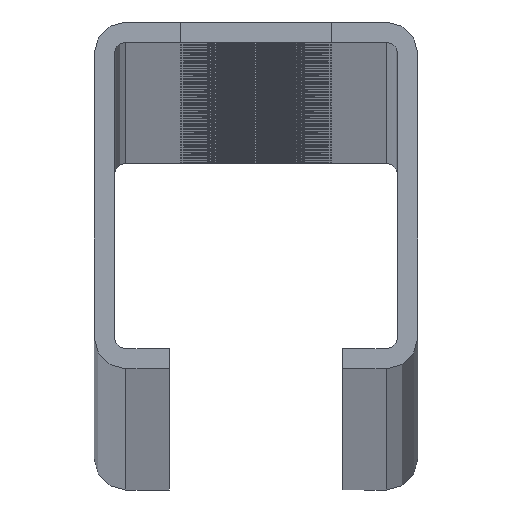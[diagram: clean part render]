
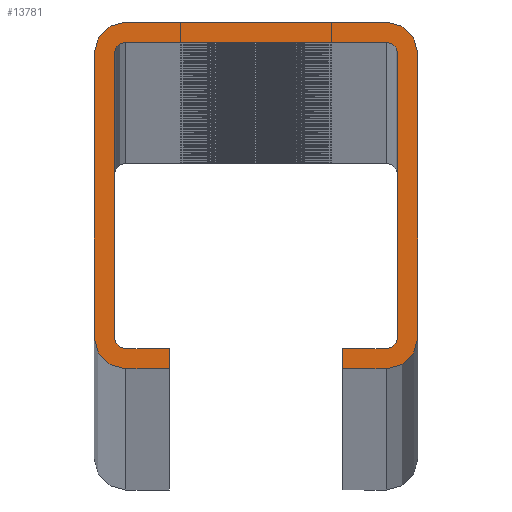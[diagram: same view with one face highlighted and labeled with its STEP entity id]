
A CAD part, top view. The second image highlights one B-rep face of the part: STEP entity #13781.
In plain terms, the highlighted planar face has unit normal (0, 0, 1).
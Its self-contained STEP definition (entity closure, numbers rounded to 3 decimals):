
#11773=CARTESIAN_POINT('',(11.25,-13.25,6000.0));
#11774=VERTEX_POINT('',#11773);
#11775=CARTESIAN_POINT('',(12.25,-12.25,6000.0));
#11776=VERTEX_POINT('',#11775);
#11777=CARTESIAN_POINT('',(11.25,-12.25,6000.0));
#11778=DIRECTION('',(0.0,0.0,1.0));
#11779=DIRECTION('',(0.0,-1.0,0.0));
#11780=AXIS2_PLACEMENT_3D('',#11777,#11778,#11779);
#11781=CIRCLE('',#11780,1.0);
#11782=EDGE_CURVE('',#11774,#11776,#11781,.T.);
#11815=CARTESIAN_POINT('',(12.25,12.25,6000.0));
#11816=VERTEX_POINT('',#11815);
#11817=CARTESIAN_POINT('',(12.25,-12.25,6000.0));
#11818=DIRECTION('',(0.0,1.0,0.0));
#11819=VECTOR('',#11818,24.5);
#11820=LINE('',#11817,#11819);
#11821=EDGE_CURVE('',#11776,#11816,#11820,.T.);
#11846=CARTESIAN_POINT('',(11.25,13.25,6000.0));
#11847=VERTEX_POINT('',#11846);
#11848=CARTESIAN_POINT('',(11.25,12.25,6000.0));
#11849=DIRECTION('',(0.0,0.0,1.0));
#11850=DIRECTION('',(1.0,0.0,0.0));
#11851=AXIS2_PLACEMENT_3D('',#11848,#11849,#11850);
#11852=CIRCLE('',#11851,1.0);
#11853=EDGE_CURVE('',#11816,#11847,#11852,.T.);
#11879=CARTESIAN_POINT('',(-11.25,13.25,6000.0));
#11880=VERTEX_POINT('',#11879);
#11881=CARTESIAN_POINT('',(11.25,13.25,6000.0));
#11882=DIRECTION('',(-1.0,0.0,0.0));
#11883=VECTOR('',#11882,22.5);
#11884=LINE('',#11881,#11883);
#11885=EDGE_CURVE('',#11847,#11880,#11884,.T.);
#12585=CARTESIAN_POINT('',(-12.25,12.25,6000.0));
#12586=VERTEX_POINT('',#12585);
#12587=CARTESIAN_POINT('',(-11.25,12.25,6000.0));
#12588=DIRECTION('',(0.0,0.0,1.0));
#12589=DIRECTION('',(0.0,1.0,0.0));
#12590=AXIS2_PLACEMENT_3D('',#12587,#12588,#12589);
#12591=CIRCLE('',#12590,1.0);
#12592=EDGE_CURVE('',#11880,#12586,#12591,.T.);
#12618=CARTESIAN_POINT('',(-12.25,-12.25,6000.0));
#12619=VERTEX_POINT('',#12618);
#12620=CARTESIAN_POINT('',(-12.25,12.25,6000.0));
#12621=DIRECTION('',(0.0,-1.0,0.0));
#12622=VECTOR('',#12621,24.5);
#12623=LINE('',#12620,#12622);
#12624=EDGE_CURVE('',#12586,#12619,#12623,.T.);
#12649=CARTESIAN_POINT('',(-11.25,-13.25,6000.0));
#12650=VERTEX_POINT('',#12649);
#12651=CARTESIAN_POINT('',(-11.25,-12.25,6000.0));
#12652=DIRECTION('',(0.0,0.0,1.0));
#12653=DIRECTION('',(-1.0,0.0,0.0));
#12654=AXIS2_PLACEMENT_3D('',#12651,#12652,#12653);
#12655=CIRCLE('',#12654,1.0);
#12656=EDGE_CURVE('',#12619,#12650,#12655,.T.);
#12682=CARTESIAN_POINT('',(-7.5,-13.25,6000.0));
#12683=VERTEX_POINT('',#12682);
#12684=CARTESIAN_POINT('',(-11.25,-13.25,6000.0));
#12685=DIRECTION('',(1.0,0.0,0.0));
#12686=VECTOR('',#12685,3.75);
#12687=LINE('',#12684,#12686);
#12688=EDGE_CURVE('',#12650,#12683,#12687,.T.);
#12713=CARTESIAN_POINT('',(-7.5,-15.0,6000.0));
#12714=VERTEX_POINT('',#12713);
#12715=CARTESIAN_POINT('',(-7.5,-13.25,6000.0));
#12716=DIRECTION('',(0.0,-1.0,0.0));
#12717=VECTOR('',#12716,1.75);
#12718=LINE('',#12715,#12717);
#12719=EDGE_CURVE('',#12683,#12714,#12718,.T.);
#12744=CARTESIAN_POINT('',(-11.25,-15.,6000.0));
#12745=VERTEX_POINT('',#12744);
#12746=CARTESIAN_POINT('',(-7.5,-15.0,6000.0));
#12747=DIRECTION('',(-1.0,0.0,0.0));
#12748=VECTOR('',#12747,3.75);
#12749=LINE('',#12746,#12748);
#12750=EDGE_CURVE('',#12714,#12745,#12749,.T.);
#12775=CARTESIAN_POINT('',(-14.0,-12.25,6000.0));
#12776=VERTEX_POINT('',#12775);
#12777=CARTESIAN_POINT('',(-11.25,-12.25,6000.0));
#12778=DIRECTION('',(0.0,0.0,-1.0));
#12779=DIRECTION('',(1.0,0.0,0.0));
#12780=AXIS2_PLACEMENT_3D('',#12777,#12778,#12779);
#12781=CIRCLE('',#12780,2.75);
#12782=EDGE_CURVE('',#12745,#12776,#12781,.T.);
#12808=CARTESIAN_POINT('',(-14.0,12.25,6000.0));
#12809=VERTEX_POINT('',#12808);
#12810=CARTESIAN_POINT('',(-14.0,-12.25,6000.0));
#12811=DIRECTION('',(0.0,1.0,0.0));
#12812=VECTOR('',#12811,24.5);
#12813=LINE('',#12810,#12812);
#12814=EDGE_CURVE('',#12776,#12809,#12813,.T.);
#12839=CARTESIAN_POINT('',(-11.25,15.,6000.0));
#12840=VERTEX_POINT('',#12839);
#12841=CARTESIAN_POINT('',(-11.25,12.25,6000.0));
#12842=DIRECTION('',(0.0,0.0,-1.0));
#12843=DIRECTION('',(0.0,-1.0,0.0));
#12844=AXIS2_PLACEMENT_3D('',#12841,#12842,#12843);
#12845=CIRCLE('',#12844,2.75);
#12846=EDGE_CURVE('',#12809,#12840,#12845,.T.);
#12872=CARTESIAN_POINT('',(11.25,15.,6000.0));
#12873=VERTEX_POINT('',#12872);
#12874=CARTESIAN_POINT('',(-11.25,15.,6000.0));
#12875=DIRECTION('',(1.0,0.0,0.0));
#12876=VECTOR('',#12875,22.5);
#12877=LINE('',#12874,#12876);
#12878=EDGE_CURVE('',#12840,#12873,#12877,.T.);
#13578=CARTESIAN_POINT('',(14.0,12.25,6000.0));
#13579=VERTEX_POINT('',#13578);
#13580=CARTESIAN_POINT('',(11.25,12.25,6000.0));
#13581=DIRECTION('',(0.0,0.0,-1.0));
#13582=DIRECTION('',(-1.0,0.0,0.0));
#13583=AXIS2_PLACEMENT_3D('',#13580,#13581,#13582);
#13584=CIRCLE('',#13583,2.75);
#13585=EDGE_CURVE('',#12873,#13579,#13584,.T.);
#13611=CARTESIAN_POINT('',(14.0,-12.25,6000.0));
#13612=VERTEX_POINT('',#13611);
#13613=CARTESIAN_POINT('',(14.0,12.25,6000.0));
#13614=DIRECTION('',(0.0,-1.0,0.0));
#13615=VECTOR('',#13614,24.5);
#13616=LINE('',#13613,#13615);
#13617=EDGE_CURVE('',#13579,#13612,#13616,.T.);
#13642=CARTESIAN_POINT('',(11.25,-15.,6000.0));
#13643=VERTEX_POINT('',#13642);
#13644=CARTESIAN_POINT('',(11.25,-12.25,6000.0));
#13645=DIRECTION('',(0.0,0.0,-1.0));
#13646=DIRECTION('',(0.0,1.0,0.0));
#13647=AXIS2_PLACEMENT_3D('',#13644,#13645,#13646);
#13648=CIRCLE('',#13647,2.75);
#13649=EDGE_CURVE('',#13612,#13643,#13648,.T.);
#13675=CARTESIAN_POINT('',(7.5,-15.,6000.0));
#13676=VERTEX_POINT('',#13675);
#13677=CARTESIAN_POINT('',(11.25,-15.,6000.0));
#13678=DIRECTION('',(-1.0,0.0,0.0));
#13679=VECTOR('',#13678,3.75);
#13680=LINE('',#13677,#13679);
#13681=EDGE_CURVE('',#13643,#13676,#13680,.T.);
#13706=CARTESIAN_POINT('',(7.5,-13.25,6000.0));
#13707=VERTEX_POINT('',#13706);
#13708=CARTESIAN_POINT('',(7.5,-15.,6000.0));
#13709=DIRECTION('',(0.0,1.0,0.0));
#13710=VECTOR('',#13709,1.75);
#13711=LINE('',#13708,#13710);
#13712=EDGE_CURVE('',#13676,#13707,#13711,.T.);
#13737=CARTESIAN_POINT('',(7.5,-13.25,6000.0));
#13738=DIRECTION('',(1.0,0.0,0.0));
#13739=VECTOR('',#13738,3.75);
#13740=LINE('',#13737,#13739);
#13741=EDGE_CURVE('',#13707,#11774,#13740,.T.);
#13754=CARTESIAN_POINT('',(0.0,0.0,6000.0));
#13755=DIRECTION('',(0.0,0.0,1.0));
#13756=DIRECTION('',(1.0,0.0,0.0));
#13757=AXIS2_PLACEMENT_3D('',#13754,#13755,#13756);
#13758=PLANE('',#13757);
#13759=ORIENTED_EDGE('',*,*,#12782,.F.);
#13760=ORIENTED_EDGE('',*,*,#12750,.F.);
#13761=ORIENTED_EDGE('',*,*,#12719,.F.);
#13762=ORIENTED_EDGE('',*,*,#12688,.F.);
#13763=ORIENTED_EDGE('',*,*,#12656,.F.);
#13764=ORIENTED_EDGE('',*,*,#12624,.F.);
#13765=ORIENTED_EDGE('',*,*,#12592,.F.);
#13766=ORIENTED_EDGE('',*,*,#11885,.F.);
#13767=ORIENTED_EDGE('',*,*,#11853,.F.);
#13768=ORIENTED_EDGE('',*,*,#11821,.F.);
#13769=ORIENTED_EDGE('',*,*,#11782,.F.);
#13770=ORIENTED_EDGE('',*,*,#13741,.F.);
#13771=ORIENTED_EDGE('',*,*,#13712,.F.);
#13772=ORIENTED_EDGE('',*,*,#13681,.F.);
#13773=ORIENTED_EDGE('',*,*,#13649,.F.);
#13774=ORIENTED_EDGE('',*,*,#13617,.F.);
#13775=ORIENTED_EDGE('',*,*,#13585,.F.);
#13776=ORIENTED_EDGE('',*,*,#12878,.F.);
#13777=ORIENTED_EDGE('',*,*,#12846,.F.);
#13778=ORIENTED_EDGE('',*,*,#12814,.F.);
#13779=EDGE_LOOP('',(#13759,#13760,#13761,#13762,#13763,#13764,#13765,#13766,#13767,#13768,#13769,#13770,#13771,#13772,#13773,#13774,#13775,#13776,#13777,#13778));
#13780=FACE_OUTER_BOUND('',#13779,.T.);
#13781=ADVANCED_FACE('',(#13780),#13758,.T.);
